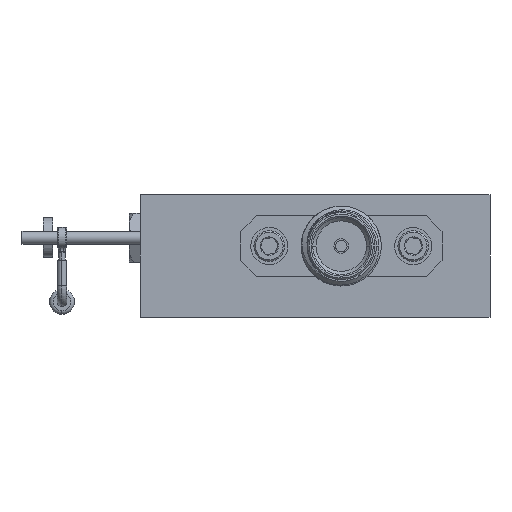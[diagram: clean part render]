
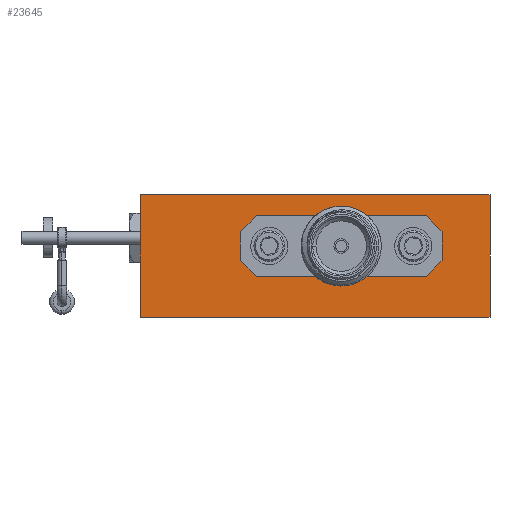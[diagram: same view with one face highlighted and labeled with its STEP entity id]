
A CAD part, left-side view. The second image highlights one B-rep face of the part: STEP entity #23645.
In plain terms, the highlighted planar face has unit normal (-1, 0, 0).
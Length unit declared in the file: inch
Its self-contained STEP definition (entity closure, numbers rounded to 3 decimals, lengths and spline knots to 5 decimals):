
#762 = DIRECTION ( 'NONE',  ( 0., 0., -1. ) ) ;
#1484 = EDGE_CURVE ( 'NONE', #22782, #28085, #16337, .T. ) ;
#2090 = VERTEX_POINT ( 'NONE', #7439 ) ;
#2123 = VECTOR ( 'NONE', #10962, 39.37008 ) ;
#2369 = LINE ( 'NONE', #21655, #30213 ) ;
#2984 = VECTOR ( 'NONE', #6090, 39.37008 ) ;
#3217 = EDGE_CURVE ( 'NONE', #33817, #31132, #12090, .T. ) ;
#3886 = EDGE_CURVE ( 'NONE', #2090, #34268, #20573, .T. ) ;
#4239 = LINE ( 'NONE', #26003, #34002 ) ;
#4388 = DIRECTION ( 'NONE',  ( 0., -1., 0. ) ) ;
#5350 = CARTESIAN_POINT ( 'NONE',  ( -0.54134, -0.3965, -0.014 ) ) ;
#5601 = ORIENTED_EDGE ( 'NONE', *, *, #12249, .T. ) ;
#5689 = LINE ( 'NONE', #24774, #2984 ) ;
#6090 = DIRECTION ( 'NONE',  ( 0., -1., 0. ) ) ;
#6237 = VECTOR ( 'NONE', #6895, 39.37008 ) ;
#6429 = CARTESIAN_POINT ( 'NONE',  ( -0.54134, 0.0985, -0.149 ) ) ;
#6441 = DIRECTION ( 'NONE',  ( 0., 1., 0. ) ) ;
#6828 = CARTESIAN_POINT ( 'NONE',  ( -0.54134, -0.3965, 0.076 ) ) ;
#6895 = DIRECTION ( 'NONE',  ( 0., 0., -1. ) ) ;
#6937 = CARTESIAN_POINT ( 'NONE',  ( -0.54134, -0.5465, 0.191 ) ) ;
#7262 = CARTESIAN_POINT ( 'NONE',  ( -0.54134, 0.0985, 0.211 ) ) ;
#7439 = CARTESIAN_POINT ( 'NONE',  ( -0.54134, -0.3465, 0.126 ) ) ;
#8612 = ORIENTED_EDGE ( 'NONE', *, *, #3886, .T. ) ;
#8808 = VERTEX_POINT ( 'NONE', #6937 ) ;
#9214 = DIRECTION ( 'NONE',  ( 0., -1., 0. ) ) ;
#9632 = VERTEX_POINT ( 'NONE', #11044 ) ;
#9771 = CARTESIAN_POINT ( 'NONE',  ( -0.54134, 0.1835, -0.064 ) ) ;
#10129 = DIRECTION ( 'NONE',  ( 1., 0., 0. ) ) ;
#10324 = VECTOR ( 'NONE', #16692, 39.37008 ) ;
#10962 = DIRECTION ( 'NONE',  ( 0., -0.707, 0.707 ) ) ;
#11044 = CARTESIAN_POINT ( 'NONE',  ( -0.54134, 0.5465, -0.191 ) ) ;
#11307 = DIRECTION ( 'NONE',  ( 0., 0.707, -0.707 ) ) ;
#11582 = VERTEX_POINT ( 'NONE', #5350 ) ;
#11691 = EDGE_CURVE ( 'NONE', #11582, #31132, #14384, .T. ) ;
#12090 = LINE ( 'NONE', #25217, #26960 ) ;
#12249 = EDGE_CURVE ( 'NONE', #35648, #9632, #4239, .T. ) ;
#12446 = VECTOR ( 'NONE', #27811, 39.37008 ) ;
#13035 = CARTESIAN_POINT ( 'NONE',  ( -0.54134, 0.5465, 0.191 ) ) ;
#13227 = LINE ( 'NONE', #37280, #32450 ) ;
#14384 = LINE ( 'NONE', #39039, #35909 ) ;
#14564 = ORIENTED_EDGE ( 'NONE', *, *, #16735, .T. ) ;
#15887 = CARTESIAN_POINT ( 'NONE',  ( -0.54134, -0.5465, -0.191 ) ) ;
#16048 = ORIENTED_EDGE ( 'NONE', *, *, #11691, .T. ) ;
#16084 = FACE_OUTER_BOUND ( 'NONE', #24596, .T. ) ;
#16337 = LINE ( 'NONE', #19809, #6237 ) ;
#16692 = DIRECTION ( 'NONE',  ( 0., 1., 0. ) ) ;
#16735 = EDGE_CURVE ( 'NONE', #33817, #28085, #34572, .T. ) ;
#17883 = DIRECTION ( 'NONE',  ( 0., -0.707, -0.707 ) ) ;
#18274 = EDGE_CURVE ( 'NONE', #11582, #34268, #2369, .T. ) ;
#18479 = CARTESIAN_POINT ( 'NONE',  ( -0.54134, -0.3465, -0.064 ) ) ;
#19495 = ORIENTED_EDGE ( 'NONE', *, *, #31058, .F. ) ;
#19809 = CARTESIAN_POINT ( 'NONE',  ( -0.54134, 0.2335, 0.126 ) ) ;
#20573 = LINE ( 'NONE', #27558, #37432 ) ;
#20760 = DIRECTION ( 'NONE',  ( 0., 0., -1. ) ) ;
#20921 = CARTESIAN_POINT ( 'NONE',  ( -0.54134, 0.1835, 0.126 ) ) ;
#21655 = CARTESIAN_POINT ( 'NONE',  ( -0.54134, -0.3965, 0.126 ) ) ;
#22782 = VERTEX_POINT ( 'NONE', #32404 ) ;
#23076 = EDGE_CURVE ( 'NONE', #35648, #8808, #5689, .T. ) ;
#23465 = CARTESIAN_POINT ( 'NONE',  ( -0.54134, -0.3965, 0.126 ) ) ;
#23645 = ADVANCED_FACE ( 'NONE', ( #16084, #28628 ), #29015, .F. ) ;
#23828 = LINE ( 'NONE', #30204, #36619 ) ;
#24596 = EDGE_LOOP ( 'NONE', ( #24954, #19495, #40452, #5601 ) ) ;
#24774 = CARTESIAN_POINT ( 'NONE',  ( -0.54134, -0.5465, 0.191 ) ) ;
#24954 = ORIENTED_EDGE ( 'NONE', *, *, #27687, .T. ) ;
#25217 = CARTESIAN_POINT ( 'NONE',  ( -0.54134, -0.3965, -0.064 ) ) ;
#25717 = VERTEX_POINT ( 'NONE', #15887 ) ;
#26003 = CARTESIAN_POINT ( 'NONE',  ( -0.54134, 0.5465, 0.191 ) ) ;
#26960 = VECTOR ( 'NONE', #9214, 39.37008 ) ;
#27558 = CARTESIAN_POINT ( 'NONE',  ( -0.54134, -0.2615, 0.211 ) ) ;
#27687 = EDGE_CURVE ( 'NONE', #9632, #25717, #13227, .T. ) ;
#27811 = DIRECTION ( 'NONE',  ( 0., 0.707, 0.707 ) ) ;
#28005 = ORIENTED_EDGE ( 'NONE', *, *, #1484, .F. ) ;
#28085 = VERTEX_POINT ( 'NONE', #36997 ) ;
#28391 = AXIS2_PLACEMENT_3D ( 'NONE', #34581, #10129, #6441 ) ;
#28628 = FACE_BOUND ( 'NONE', #39537, .T. ) ;
#29015 = PLANE ( 'NONE',  #28391 ) ;
#29450 = LINE ( 'NONE', #7262, #2123 ) ;
#29850 = LINE ( 'NONE', #23465, #10324 ) ;
#30204 = CARTESIAN_POINT ( 'NONE',  ( -0.54134, -0.5465, 0.191 ) ) ;
#30213 = VECTOR ( 'NONE', #34194, 39.37008 ) ;
#30558 = EDGE_CURVE ( 'NONE', #2090, #35888, #29850, .T. ) ;
#31058 = EDGE_CURVE ( 'NONE', #8808, #25717, #23828, .T. ) ;
#31132 = VERTEX_POINT ( 'NONE', #18479 ) ;
#32404 = CARTESIAN_POINT ( 'NONE',  ( -0.54134, 0.2335, 0.076 ) ) ;
#32450 = VECTOR ( 'NONE', #4388, 39.37008 ) ;
#33817 = VERTEX_POINT ( 'NONE', #9771 ) ;
#34002 = VECTOR ( 'NONE', #762, 39.37008 ) ;
#34194 = DIRECTION ( 'NONE',  ( 0., 0., 1. ) ) ;
#34268 = VERTEX_POINT ( 'NONE', #6828 ) ;
#34572 = LINE ( 'NONE', #6429, #12446 ) ;
#34581 = CARTESIAN_POINT ( 'NONE',  ( -0.54134, -0.5465, 0.191 ) ) ;
#34976 = ORIENTED_EDGE ( 'NONE', *, *, #30558, .F. ) ;
#35327 = ORIENTED_EDGE ( 'NONE', *, *, #18274, .F. ) ;
#35648 = VERTEX_POINT ( 'NONE', #13035 ) ;
#35888 = VERTEX_POINT ( 'NONE', #20921 ) ;
#35909 = VECTOR ( 'NONE', #11307, 39.37008 ) ;
#35970 = ORIENTED_EDGE ( 'NONE', *, *, #36475, .T. ) ;
#36475 = EDGE_CURVE ( 'NONE', #22782, #35888, #29450, .T. ) ;
#36619 = VECTOR ( 'NONE', #20760, 39.37008 ) ;
#36997 = CARTESIAN_POINT ( 'NONE',  ( -0.54134, 0.2335, -0.014 ) ) ;
#37280 = CARTESIAN_POINT ( 'NONE',  ( -0.54134, -0.5465, -0.191 ) ) ;
#37432 = VECTOR ( 'NONE', #17883, 39.37008 ) ;
#39039 = CARTESIAN_POINT ( 'NONE',  ( -0.54134, -0.2615, -0.149 ) ) ;
#39108 = ORIENTED_EDGE ( 'NONE', *, *, #3217, .F. ) ;
#39537 = EDGE_LOOP ( 'NONE', ( #34976, #8612, #35327, #16048, #39108, #14564, #28005, #35970 ) ) ;
#40452 = ORIENTED_EDGE ( 'NONE', *, *, #23076, .F. ) ;
